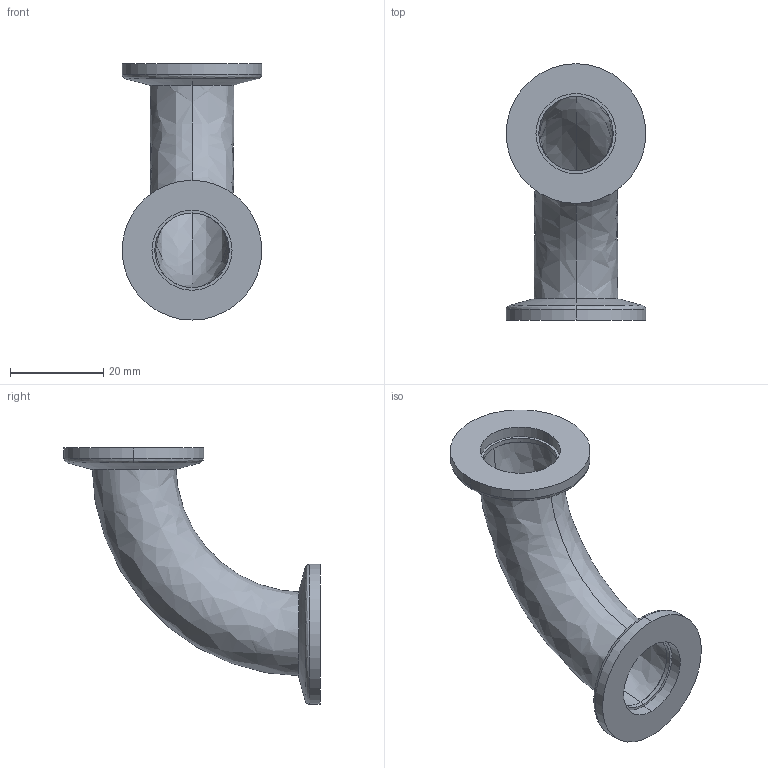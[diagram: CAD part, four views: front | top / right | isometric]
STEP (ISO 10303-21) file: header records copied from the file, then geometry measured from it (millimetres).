
FILE_DESCRIPTION (( 'STEP AP214' ), '1' );
FILE_NAME ('433-KFL-16.STEP', '2022-09-07T08:56:21', ( '' ), ( '' ), 'SwSTEP 2.0', 'SolidWorks 2017', '' );
FILE_SCHEMA (( 'AUTOMOTIVE_DESIGN' ));
Length unit declared in the file: millimetre
Products named in the file (1): 433-KFL-16
Bounding box: 30 x 55 x 55 mm (x, y, z)
Volume: 6639.4 mm3; surface area: 9304.2 mm2
Topology: 3 solids, 3 shells, 36 faces, 76 edges, 48 vertices
Faces by surface type: cylinder 16, bspline 8, plane 8, cone 4
Entity records: 1472 total; most frequent: CARTESIAN_POINT 633, DIRECTION 174, ORIENTED_EDGE 152, AXIS2_PLACEMENT_3D 77, EDGE_CURVE 76, VERTEX_POINT 48, CIRCLE 48, EDGE_LOOP 44
